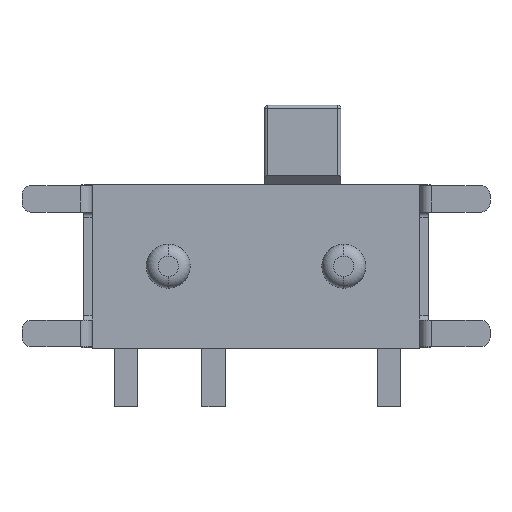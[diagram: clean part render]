
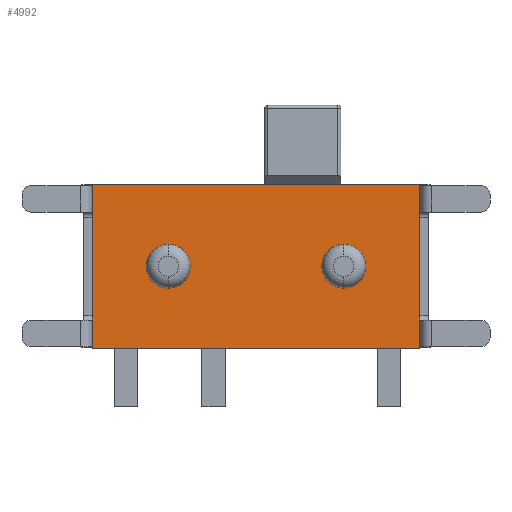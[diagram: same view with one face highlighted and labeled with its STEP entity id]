
A CAD part, front view. The second image highlights one B-rep face of the part: STEP entity #4992.
In plain terms, the highlighted planar face has unit normal (0, -1, 0).
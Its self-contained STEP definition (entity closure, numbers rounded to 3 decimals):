
#21 = VERTEX_POINT ( 'NONE', #2284 ) ;
#40 = DIRECTION ( 'NONE',  ( 0., 0., -1. ) ) ;
#64 = DIRECTION ( 'NONE',  ( 1., 0., 0. ) ) ;
#210 = PLANE ( 'NONE',  #739 ) ;
#245 = EDGE_LOOP ( 'NONE', ( #2416, #3602, #2482, #2423 ) ) ;
#253 = LINE ( 'NONE', #5372, #4477 ) ;
#326 = DIRECTION ( 'NONE',  ( 0., -1., 0. ) ) ;
#479 = CIRCLE ( 'NONE', #2505, 0.375 ) ;
#535 = EDGE_CURVE ( 'NONE', #4974, #21, #3407, .T. ) ;
#537 = VERTEX_POINT ( 'NONE', #2098 ) ;
#590 = AXIS2_PLACEMENT_3D ( 'NONE', #1622, #3379, #2042 ) ;
#739 = AXIS2_PLACEMENT_3D ( 'NONE', #4948, #1931, #1512 ) ;
#772 = ORIENTED_EDGE ( 'NONE', *, *, #1541, .F. ) ;
#845 = DIRECTION ( 'NONE',  ( 0., -1., 0. ) ) ;
#1007 = CARTESIAN_POINT ( 'NONE',  ( 2.8, 0., 1.4 ) ) ;
#1063 = VERTEX_POINT ( 'NONE', #5058 ) ;
#1065 = FACE_BOUND ( 'NONE', #3680, .T. ) ;
#1102 = CARTESIAN_POINT ( 'NONE',  ( -1.5, 0., -0.375 ) ) ;
#1144 = CARTESIAN_POINT ( 'NONE',  ( 1.5, 0., -0.375 ) ) ;
#1319 = ORIENTED_EDGE ( 'NONE', *, *, #4077, .F. ) ;
#1338 = LINE ( 'NONE', #4416, #4308 ) ;
#1406 = CIRCLE ( 'NONE', #590, 0.375 ) ;
#1512 = DIRECTION ( 'NONE',  ( 0., 0., -1. ) ) ;
#1541 = EDGE_CURVE ( 'NONE', #2335, #4671, #5257, .T. ) ;
#1567 = CARTESIAN_POINT ( 'NONE',  ( 2.8, 0., 1.4 ) ) ;
#1622 = CARTESIAN_POINT ( 'NONE',  ( -1.5, 0., 0. ) ) ;
#1794 = DIRECTION ( 'NONE',  ( 0., -1., 0. ) ) ;
#1931 = DIRECTION ( 'NONE',  ( 0., -1., 0. ) ) ;
#1947 = DIRECTION ( 'NONE',  ( 0., 0., 1. ) ) ;
#2042 = DIRECTION ( 'NONE',  ( 0., 0., -1. ) ) ;
#2045 = DIRECTION ( 'NONE',  ( 0., 0., -1. ) ) ;
#2098 = CARTESIAN_POINT ( 'NONE',  ( -2.8, 0., -1.4 ) ) ;
#2284 = CARTESIAN_POINT ( 'NONE',  ( 2.8, 0., -1.4 ) ) ;
#2335 = VERTEX_POINT ( 'NONE', #1144 ) ;
#2350 = VECTOR ( 'NONE', #4455, 1000. ) ;
#2361 = EDGE_CURVE ( 'NONE', #4671, #2335, #479, .T. ) ;
#2385 = CARTESIAN_POINT ( 'NONE',  ( -2.8, 0., -1.4 ) ) ;
#2416 = ORIENTED_EDGE ( 'NONE', *, *, #535, .F. ) ;
#2423 = ORIENTED_EDGE ( 'NONE', *, *, #4876, .F. ) ;
#2437 = CARTESIAN_POINT ( 'NONE',  ( -1.5, 0., 0.375 ) ) ;
#2482 = ORIENTED_EDGE ( 'NONE', *, *, #3412, .F. ) ;
#2505 = AXIS2_PLACEMENT_3D ( 'NONE', #4143, #845, #4583 ) ;
#2772 = FACE_OUTER_BOUND ( 'NONE', #245, .T. ) ;
#2916 = VERTEX_POINT ( 'NONE', #1102 ) ;
#2974 = CIRCLE ( 'NONE', #4612, 0.375 ) ;
#3050 = EDGE_CURVE ( 'NONE', #1063, #4974, #1338, .T. ) ;
#3326 = CARTESIAN_POINT ( 'NONE',  ( -1.5, 0., 0. ) ) ;
#3330 = ORIENTED_EDGE ( 'NONE', *, *, #5117, .F. ) ;
#3379 = DIRECTION ( 'NONE',  ( 0., -1., 0. ) ) ;
#3407 = LINE ( 'NONE', #1567, #4003 ) ;
#3412 = EDGE_CURVE ( 'NONE', #537, #1063, #253, .T. ) ;
#3602 = ORIENTED_EDGE ( 'NONE', *, *, #3050, .F. ) ;
#3609 = LINE ( 'NONE', #2385, #2350 ) ;
#3680 = EDGE_LOOP ( 'NONE', ( #3330, #1319 ) ) ;
#3929 = CARTESIAN_POINT ( 'NONE',  ( 1.5, 0., 0. ) ) ;
#4003 = VECTOR ( 'NONE', #2045, 1000. ) ;
#4077 = EDGE_CURVE ( 'NONE', #2916, #5026, #1406, .T. ) ;
#4143 = CARTESIAN_POINT ( 'NONE',  ( 1.5, 0., 0. ) ) ;
#4308 = VECTOR ( 'NONE', #64, 1000. ) ;
#4387 = EDGE_LOOP ( 'NONE', ( #4727, #772 ) ) ;
#4416 = CARTESIAN_POINT ( 'NONE',  ( -2.8, 0., 1.4 ) ) ;
#4455 = DIRECTION ( 'NONE',  ( -1., 0., 0. ) ) ;
#4477 = VECTOR ( 'NONE', #1947, 1000. ) ;
#4583 = DIRECTION ( 'NONE',  ( 0., 0., -1. ) ) ;
#4612 = AXIS2_PLACEMENT_3D ( 'NONE', #3326, #326, #5039 ) ;
#4671 = VERTEX_POINT ( 'NONE', #5045 ) ;
#4727 = ORIENTED_EDGE ( 'NONE', *, *, #2361, .F. ) ;
#4876 = EDGE_CURVE ( 'NONE', #21, #537, #3609, .T. ) ;
#4925 = FACE_BOUND ( 'NONE', #4387, .T. ) ;
#4948 = CARTESIAN_POINT ( 'NONE',  ( 0., 0., 0. ) ) ;
#4974 = VERTEX_POINT ( 'NONE', #1007 ) ;
#4992 = ADVANCED_FACE ( 'NONE', ( #4925, #1065, #2772 ), #210, .T. ) ;
#5026 = VERTEX_POINT ( 'NONE', #2437 ) ;
#5039 = DIRECTION ( 'NONE',  ( 0., 0., -1. ) ) ;
#5045 = CARTESIAN_POINT ( 'NONE',  ( 1.5, 0., 0.375 ) ) ;
#5058 = CARTESIAN_POINT ( 'NONE',  ( -2.8, 0., 1.4 ) ) ;
#5117 = EDGE_CURVE ( 'NONE', #5026, #2916, #2974, .T. ) ;
#5257 = CIRCLE ( 'NONE', #5348, 0.375 ) ;
#5348 = AXIS2_PLACEMENT_3D ( 'NONE', #3929, #1794, #40 ) ;
#5372 = CARTESIAN_POINT ( 'NONE',  ( -2.8, 0., 1.4 ) ) ;
